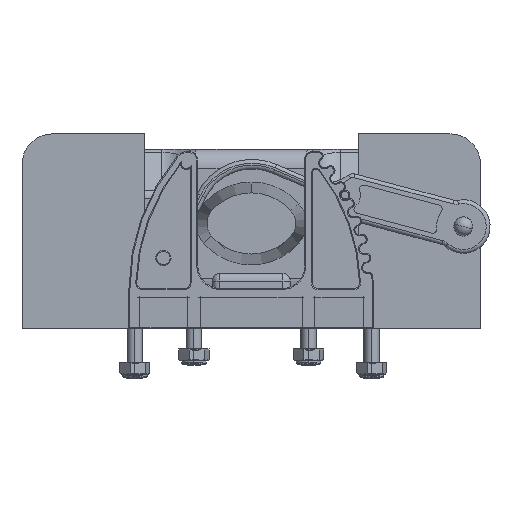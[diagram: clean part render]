
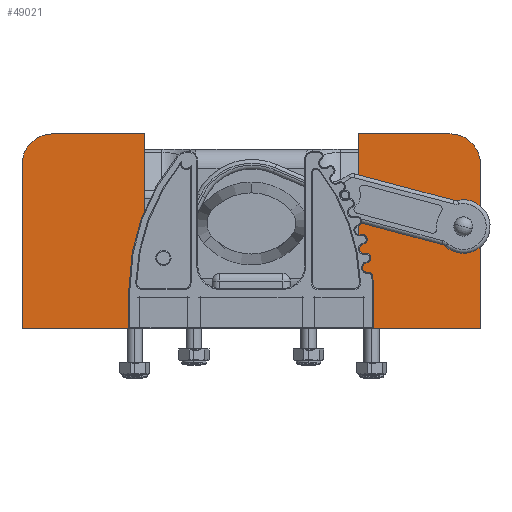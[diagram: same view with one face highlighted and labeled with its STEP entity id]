
A CAD part, front view. The second image highlights one B-rep face of the part: STEP entity #49021.
In plain terms, the highlighted planar face has unit normal (0, -1, 0).
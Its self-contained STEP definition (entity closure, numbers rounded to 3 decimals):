
#1234 = VERTEX_POINT ( 'NONE', #5631 ) ;
#1262 = VERTEX_POINT ( 'NONE', #49753 ) ;
#1266 = VERTEX_POINT ( 'NONE', #49757 ) ;
#1291 = VERTEX_POINT ( 'NONE', #49782 ) ;
#1300 = VERTEX_POINT ( 'NONE', #49791 ) ;
#1303 = VERTEX_POINT ( 'NONE', #49794 ) ;
#1362 = VERTEX_POINT ( 'NONE', #49853 ) ;
#1378 = VERTEX_POINT ( 'NONE', #49869 ) ;
#1382 = VERTEX_POINT ( 'NONE', #49873 ) ;
#1387 = VERTEX_POINT ( 'NONE', #49878 ) ;
#3118 = CARTESIAN_POINT ( 'NONE',  ( -3.25, 0., 3.188 ) ) ;
#3121 = DIRECTION ( 'NONE',  ( 1., 0., 0. ) ) ;
#5631 = CARTESIAN_POINT ( 'NONE',  ( 1.75, 0., 3.188 ) ) ;
#12844 = AXIS2_PLACEMENT_3D ( 'NONE', #27078, #27084, #27085 ) ;
#16942 = CARTESIAN_POINT ( 'NONE',  ( -3.25, 0., 3.188 ) ) ;
#16955 = DIRECTION ( 'NONE',  ( 1., 0., 0. ) ) ;
#17011 = CARTESIAN_POINT ( 'NONE',  ( 3.75, 0., 0. ) ) ;
#17018 = CARTESIAN_POINT ( 'NONE',  ( -3.75, 0., 0. ) ) ;
#17019 = DIRECTION ( 'NONE',  ( 0., 0., 1. ) ) ;
#17023 = CARTESIAN_POINT ( 'NONE',  ( -3.25, 0., 2.687 ) ) ;
#17024 = DIRECTION ( 'NONE',  ( 0., 0., -1. ) ) ;
#17025 = CARTESIAN_POINT ( 'NONE',  ( 3.25, 0., 2.687 ) ) ;
#17026 = DIRECTION ( 'NONE',  ( 0., 1., 0. ) ) ;
#17027 = DIRECTION ( 'NONE',  ( 0., 0., -1. ) ) ;
#17032 = DIRECTION ( 'NONE',  ( 0., 1., 0. ) ) ;
#17033 = DIRECTION ( 'NONE',  ( 0., 0., -1. ) ) ;
#17041 = CARTESIAN_POINT ( 'NONE',  ( -3.75, 0., 0. ) ) ;
#17042 = DIRECTION ( 'NONE',  ( -1., 0., 0. ) ) ;
#17056 = CARTESIAN_POINT ( 'NONE',  ( 1.75, 0., -4.172 ) ) ;
#17064 = CARTESIAN_POINT ( 'NONE',  ( -1.75, 0., 0.437 ) ) ;
#17066 = DIRECTION ( 'NONE',  ( 0., 0., 1. ) ) ;
#17072 = CARTESIAN_POINT ( 'NONE',  ( -1.75, 0., -4.172 ) ) ;
#17074 = DIRECTION ( 'NONE',  ( 0., 0., 1. ) ) ;
#17077 = DIRECTION ( 'NONE',  ( -1., 0., 0. ) ) ;
#26094 = LINE ( 'NONE', #3118, #26100 ) ;
#26100 = VECTOR ( 'NONE', #3121, 39.37 ) ;
#26122 = LINE ( 'NONE', #16942, #26139 ) ;
#26139 = VECTOR ( 'NONE', #16955, 39.37 ) ;
#26184 = VECTOR ( 'NONE', #17024, 39.37 ) ;
#26190 = VECTOR ( 'NONE', #17066, 39.37 ) ;
#26193 = LINE ( 'NONE', #17018, #26194 ) ;
#26194 = VECTOR ( 'NONE', #17019, 39.37 ) ;
#26195 = LINE ( 'NONE', #17011, #26184 ) ;
#26199 = CIRCLE ( 'NONE', #39085, 0.5 ) ;
#26202 = CIRCLE ( 'NONE', #39087, 0.5 ) ;
#26207 = LINE ( 'NONE', #17041, #26208 ) ;
#26208 = VECTOR ( 'NONE', #17042, 39.37 ) ;
#26211 = LINE ( 'NONE', #17064, #26223 ) ;
#26217 = LINE ( 'NONE', #17056, #26190 ) ;
#26221 = LINE ( 'NONE', #17072, #26222 ) ;
#26222 = VECTOR ( 'NONE', #17074, 39.37 ) ;
#26223 = VECTOR ( 'NONE', #17077, 39.37 ) ;
#27074 = PLANE ( 'NONE',  #12844 ) ;
#27078 = CARTESIAN_POINT ( 'NONE',  ( -3.25, 0., 2.687 ) ) ;
#27084 = DIRECTION ( 'NONE',  ( 0., -1., 0. ) ) ;
#27085 = DIRECTION ( 'NONE',  ( 0., 0., -1. ) ) ;
#38329 = EDGE_LOOP ( 'NONE', ( #38499, #38500, #38501, #38502, #38503, #38504, #38505, #38506, #38507, #38508 ) ) ;
#38499 = ORIENTED_EDGE ( 'NONE', *, *, #42903, .T. ) ;
#38500 = ORIENTED_EDGE ( 'NONE', *, *, #42790, .F. ) ;
#38501 = ORIENTED_EDGE ( 'NONE', *, *, #42867, .F. ) ;
#38502 = ORIENTED_EDGE ( 'NONE', *, *, #42860, .F. ) ;
#38503 = ORIENTED_EDGE ( 'NONE', *, *, #42884, .F. ) ;
#38504 = ORIENTED_EDGE ( 'NONE', *, *, #42865, .F. ) ;
#38505 = ORIENTED_EDGE ( 'NONE', *, *, #42874, .F. ) ;
#38506 = ORIENTED_EDGE ( 'NONE', *, *, #42712, .F. ) ;
#38507 = ORIENTED_EDGE ( 'NONE', *, *, #42898, .F. ) ;
#38508 = ORIENTED_EDGE ( 'NONE', *, *, #42906, .T. ) ;
#39085 = AXIS2_PLACEMENT_3D ( 'NONE', #17023, #17026, #17027 ) ;
#39087 = AXIS2_PLACEMENT_3D ( 'NONE', #17025, #17032, #17033 ) ;
#40999 = FACE_OUTER_BOUND ( 'NONE', #38329, .T. ) ;
#42712 = EDGE_CURVE ( 'NONE', #1234, #1362, #26094, .T. ) ;
#42790 = EDGE_CURVE ( 'NONE', #1291, #1303, #26122, .T. ) ;
#42860 = EDGE_CURVE ( 'NONE', #1300, #1262, #26193, .T. ) ;
#42865 = EDGE_CURVE ( 'NONE', #1382, #1387, #26195, .T. ) ;
#42867 = EDGE_CURVE ( 'NONE', #1262, #1291, #26199, .T. ) ;
#42874 = EDGE_CURVE ( 'NONE', #1362, #1382, #26202, .T. ) ;
#42884 = EDGE_CURVE ( 'NONE', #1387, #1300, #26207, .T. ) ;
#42898 = EDGE_CURVE ( 'NONE', #1266, #1234, #26217, .T. ) ;
#42903 = EDGE_CURVE ( 'NONE', #1378, #1303, #26221, .T. ) ;
#42906 = EDGE_CURVE ( 'NONE', #1266, #1378, #26211, .T. ) ;
#49021 = ADVANCED_FACE ( 'NONE', ( #40999 ), #27074, .T. ) ;
#49753 = CARTESIAN_POINT ( 'NONE',  ( -3.75, 0., 2.687 ) ) ;
#49757 = CARTESIAN_POINT ( 'NONE',  ( 1.75, 0., 0.437 ) ) ;
#49782 = CARTESIAN_POINT ( 'NONE',  ( -3.25, 0., 3.188 ) ) ;
#49791 = CARTESIAN_POINT ( 'NONE',  ( -3.75, 0., 0. ) ) ;
#49794 = CARTESIAN_POINT ( 'NONE',  ( -1.75, 0., 3.188 ) ) ;
#49853 = CARTESIAN_POINT ( 'NONE',  ( 3.25, 0., 3.187 ) ) ;
#49869 = CARTESIAN_POINT ( 'NONE',  ( -1.75, 0., 0.437 ) ) ;
#49873 = CARTESIAN_POINT ( 'NONE',  ( 3.75, 0., 2.687 ) ) ;
#49878 = CARTESIAN_POINT ( 'NONE',  ( 3.75, 0., 0. ) ) ;
